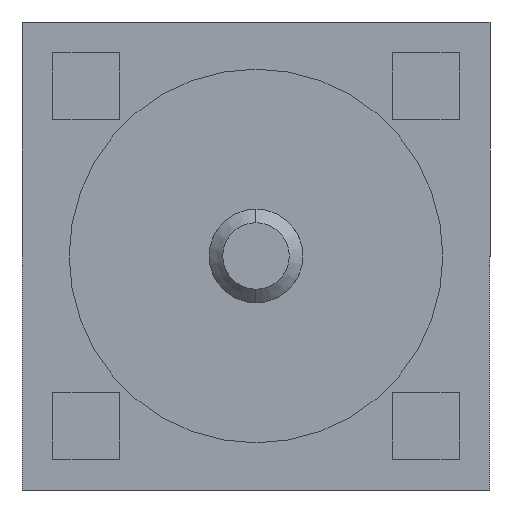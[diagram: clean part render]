
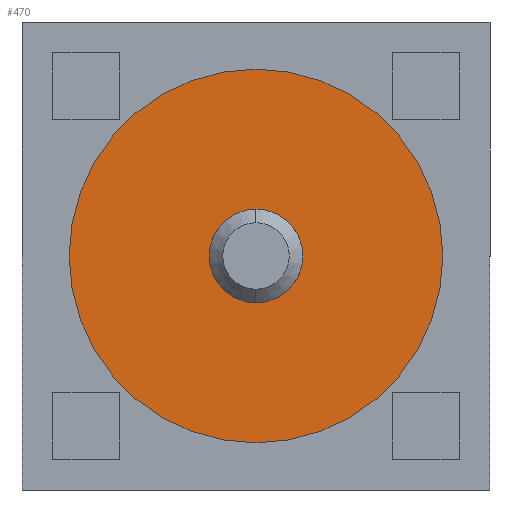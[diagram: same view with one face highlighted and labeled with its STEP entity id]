
A CAD part, front view. The second image highlights one B-rep face of the part: STEP entity #470.
In plain terms, the highlighted planar face has unit normal (0, -1, 0).
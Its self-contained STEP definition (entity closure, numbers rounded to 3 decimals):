
#63 = ORIENTED_EDGE ( 'NONE', *, *, #1342, .F. ) ;
#92 = CIRCLE ( 'NONE', #1234, 0.35 ) ;
#118 = CIRCLE ( 'NONE', #1455, 0.35 ) ;
#120 = FACE_OUTER_BOUND ( 'NONE', #709, .T. ) ;
#159 = CARTESIAN_POINT ( 'NONE',  ( 0., 0., 0.35 ) ) ;
#181 = DIRECTION ( 'NONE',  ( 0., -1., 0. ) ) ;
#192 = CARTESIAN_POINT ( 'NONE',  ( 0., 0., 0. ) ) ;
#315 = VERTEX_POINT ( 'NONE', #1039 ) ;
#320 = DIRECTION ( 'NONE',  ( 0., 0., -1. ) ) ;
#332 = EDGE_LOOP ( 'NONE', ( #63, #1540 ) ) ;
#358 = DIRECTION ( 'NONE',  ( 0., 0., -1. ) ) ;
#446 = ORIENTED_EDGE ( 'NONE', *, *, #1496, .T. ) ;
#459 = FACE_BOUND ( 'NONE', #332, .T. ) ;
#470 = ADVANCED_FACE ( 'NONE', ( #459, #120 ), #853, .T. ) ;
#554 = AXIS2_PLACEMENT_3D ( 'NONE', #192, #1391, #601 ) ;
#586 = VERTEX_POINT ( 'NONE', #1186 ) ;
#601 = DIRECTION ( 'NONE',  ( 0., 0., -1. ) ) ;
#654 = AXIS2_PLACEMENT_3D ( 'NONE', #733, #1401, #358 ) ;
#709 = EDGE_LOOP ( 'NONE', ( #1565, #446 ) ) ;
#733 = CARTESIAN_POINT ( 'NONE',  ( 0., 0., 0. ) ) ;
#778 = VERTEX_POINT ( 'NONE', #159 ) ;
#787 = CIRCLE ( 'NONE', #654, 1.397 ) ;
#832 = CIRCLE ( 'NONE', #1139, 1.397 ) ;
#853 = PLANE ( 'NONE',  #554 ) ;
#934 = EDGE_CURVE ( 'NONE', #778, #315, #118, .T. ) ;
#1008 = EDGE_CURVE ( 'NONE', #586, #1683, #832, .T. ) ;
#1039 = CARTESIAN_POINT ( 'NONE',  ( 0., 0., -0.35 ) ) ;
#1056 = CARTESIAN_POINT ( 'NONE',  ( 0., 0., 1.397 ) ) ;
#1120 = DIRECTION ( 'NONE',  ( 0., -1., 0. ) ) ;
#1131 = DIRECTION ( 'NONE',  ( 0., 0., -1. ) ) ;
#1139 = AXIS2_PLACEMENT_3D ( 'NONE', #1628, #1509, #1131 ) ;
#1186 = CARTESIAN_POINT ( 'NONE',  ( 0., 0., -1.397 ) ) ;
#1234 = AXIS2_PLACEMENT_3D ( 'NONE', #1464, #181, #320 ) ;
#1342 = EDGE_CURVE ( 'NONE', #315, #778, #92, .T. ) ;
#1391 = DIRECTION ( 'NONE',  ( 0., -1., 0. ) ) ;
#1401 = DIRECTION ( 'NONE',  ( 0., -1., 0. ) ) ;
#1455 = AXIS2_PLACEMENT_3D ( 'NONE', #1633, #1120, #1567 ) ;
#1464 = CARTESIAN_POINT ( 'NONE',  ( 0., 0., 0. ) ) ;
#1496 = EDGE_CURVE ( 'NONE', #1683, #586, #787, .T. ) ;
#1509 = DIRECTION ( 'NONE',  ( 0., -1., 0. ) ) ;
#1540 = ORIENTED_EDGE ( 'NONE', *, *, #934, .F. ) ;
#1565 = ORIENTED_EDGE ( 'NONE', *, *, #1008, .T. ) ;
#1567 = DIRECTION ( 'NONE',  ( 0., 0., -1. ) ) ;
#1628 = CARTESIAN_POINT ( 'NONE',  ( 0., 0., 0. ) ) ;
#1633 = CARTESIAN_POINT ( 'NONE',  ( 0., 0., 0. ) ) ;
#1683 = VERTEX_POINT ( 'NONE', #1056 ) ;
